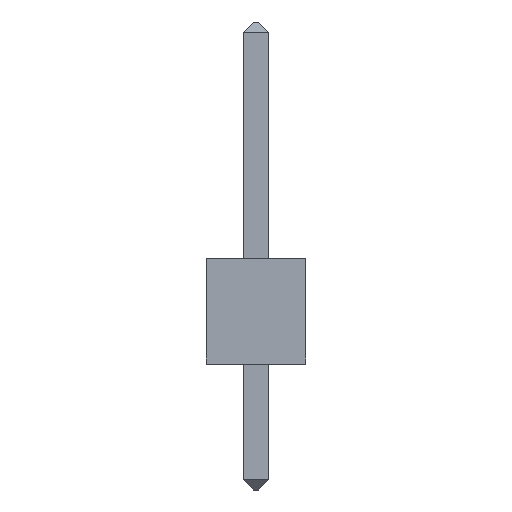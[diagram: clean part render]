
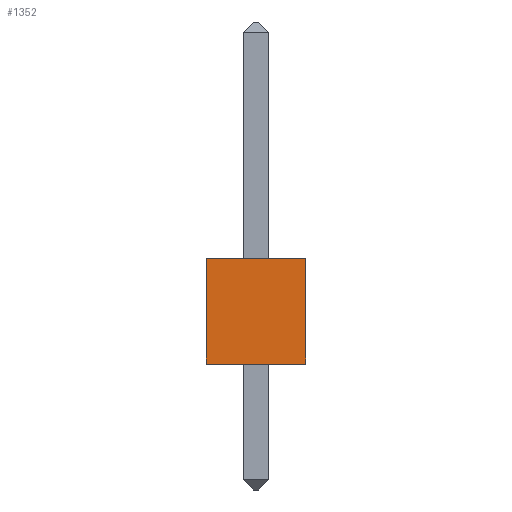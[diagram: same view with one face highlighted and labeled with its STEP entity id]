
A CAD part, left-side view. The second image highlights one B-rep face of the part: STEP entity #1352.
In plain terms, the highlighted planar face has unit normal (-1, 0, 0).
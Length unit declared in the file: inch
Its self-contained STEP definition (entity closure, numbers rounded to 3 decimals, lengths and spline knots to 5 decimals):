
#839=CARTESIAN_POINT('',(-0.05,0.05,0.10591));
#840=VERTEX_POINT('',#839);
#847=CARTESIAN_POINT('',(-0.05,-0.05,0.10591));
#848=VERTEX_POINT('',#847);
#849=CARTESIAN_POINT('',(-0.05,-0.05,0.10591));
#850=DIRECTION('',(-0.,1.,0.));
#851=VECTOR('',#850,0.1);
#852=LINE('',#849,#851);
#853=EDGE_CURVE('',#848,#840,#852,.T.);
#1077=CARTESIAN_POINT('',(-0.05,-0.05,0.));
#1078=VERTEX_POINT('',#1077);
#1079=CARTESIAN_POINT('',(-0.05,-0.05,0.));
#1080=DIRECTION('',(0.,-0.,1.));
#1081=VECTOR('',#1080,0.10591);
#1082=LINE('',#1079,#1081);
#1083=EDGE_CURVE('',#1078,#848,#1082,.T.);
#1230=CARTESIAN_POINT('',(-0.05,0.05,0.));
#1231=VERTEX_POINT('',#1230);
#1238=CARTESIAN_POINT('',(-0.05,0.05,0.));
#1239=DIRECTION('',(0.,-0.,1.));
#1240=VECTOR('',#1239,0.10591);
#1241=LINE('',#1238,#1240);
#1242=EDGE_CURVE('',#1231,#840,#1241,.T.);
#1336=CARTESIAN_POINT('',(-0.05,-0.05,0.));
#1337=DIRECTION('',(1.,0.,0.));
#1338=DIRECTION('',(0.,1.,0.));
#1339=AXIS2_PLACEMENT_3D('',#1336,#1337,#1338);
#1340=PLANE('',#1339);
#1341=ORIENTED_EDGE('',*,*,#853,.T.);
#1342=ORIENTED_EDGE('',*,*,#1242,.F.);
#1343=CARTESIAN_POINT('',(-0.05,-0.05,0.));
#1344=DIRECTION('',(-0.,1.,0.));
#1345=VECTOR('',#1344,0.1);
#1346=LINE('',#1343,#1345);
#1347=EDGE_CURVE('',#1078,#1231,#1346,.T.);
#1348=ORIENTED_EDGE('',*,*,#1347,.F.);
#1349=ORIENTED_EDGE('',*,*,#1083,.T.);
#1350=EDGE_LOOP('',(#1341,#1342,#1348,#1349));
#1351=FACE_BOUND('',#1350,.T.);
#1352=ADVANCED_FACE('',(#1351),#1340,.F.);
